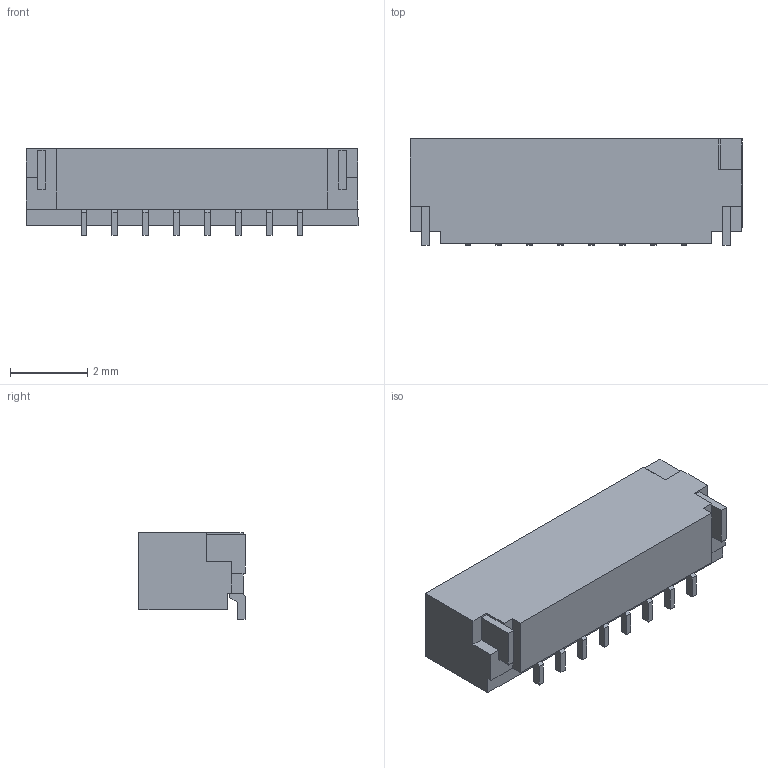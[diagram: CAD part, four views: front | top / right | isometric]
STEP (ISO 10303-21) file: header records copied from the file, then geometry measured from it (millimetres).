
FILE_DESCRIPTION (( 'STEP AP214' ), '1' );
FILE_NAME ('BM08B-SURS-TF.STEP', '2010-06-17T12:56:46', ( ' ' ), ( ' ' ), 'SwSTEP 2.0', 'SolidWorks 2005235', '' );
FILE_SCHEMA (( 'AUTOMOTIVE_DESIGN' ));
Length unit declared in the file: millimetre
Products named in the file (1): BM08B-SURS-TF
Bounding box: 8.6 x 2.75 x 2.25 mm (x, y, z)
Volume: 29.7 mm3; surface area: 124.7 mm2
Topology: 1 solids, 1 shells, 108 faces, 289 edges, 192 vertices
Faces by surface type: plane 108
Entity records: 4508 total; most frequent: CARTESIAN_POINT 590, ORIENTED_EDGE 578, DIRECTION 507, EDGE_CURVE 289, VECTOR 289, LINE 289, VERTEX_POINT 192, EDGE_LOOP 117
